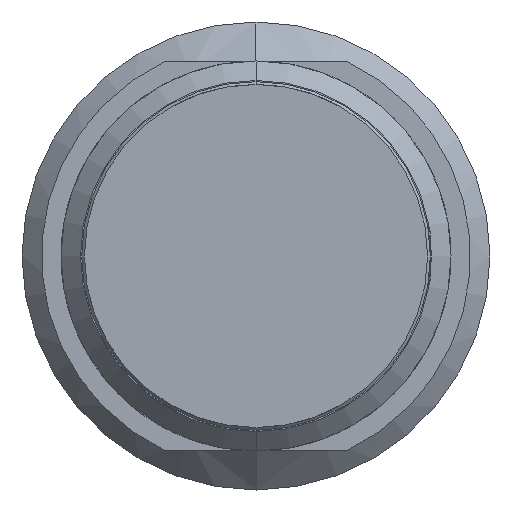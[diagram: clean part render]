
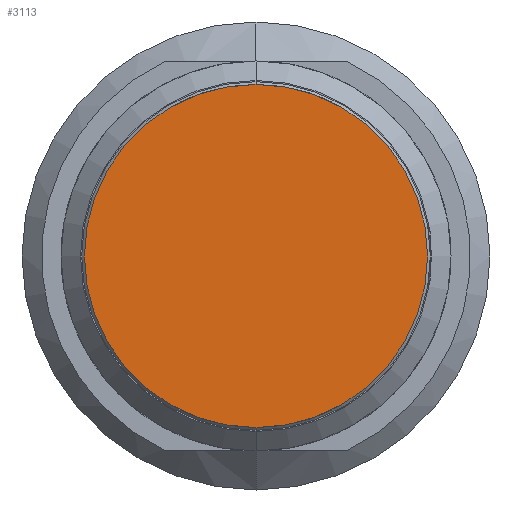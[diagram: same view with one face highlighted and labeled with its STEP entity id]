
A CAD part, front view. The second image highlights one B-rep face of the part: STEP entity #3113.
In plain terms, the highlighted planar face has unit normal (0, -1, 0).
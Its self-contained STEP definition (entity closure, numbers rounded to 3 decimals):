
#37 = DIRECTION ( 'NONE',  ( 0., -1., 0. ) ) ;
#79 = CARTESIAN_POINT ( 'NONE',  ( 0., 0., 0. ) ) ;
#143 = DIRECTION ( 'NONE',  ( 1., 0., 0. ) ) ;
#502 = EDGE_CURVE ( 'Defeature ausgef�hrt1_16+Defeature ausgef�hrt1_23+Defeature ausgef�hrt1_23+Defeature ausgef�hrt1_23', #1787, #1129, #3678, .T. ) ;
#565 = ORIENTED_EDGE ( 'NONE', *, *, #502, .T. ) ;
#718 = CARTESIAN_POINT ( 'NONE',  ( 0., 0., -1.9 ) ) ;
#863 = EDGE_CURVE ( 'Defeature ausgef�hrt1_16+Defeature ausgef�hrt1_23+Defeature ausgef�hrt1_23+Defeature ausgef�hrt1_23', #1129, #1787, #2947, .T. ) ;
#899 = ORIENTED_EDGE ( 'NONE', *, *, #863, .T. ) ;
#1129 = VERTEX_POINT ( 'NONE', #3986 ) ;
#1284 = AXIS2_PLACEMENT_3D ( 'NONE', #79, #37, #1666 ) ;
#1412 = DIRECTION ( 'NONE',  ( 0., 1., 0. ) ) ;
#1416 = DIRECTION ( 'NONE',  ( 0., -1., 0. ) ) ;
#1666 = DIRECTION ( 'NONE',  ( -1., 0., 0. ) ) ;
#1758 = FACE_OUTER_BOUND ( 'NONE', #2877, .T. ) ;
#1787 = VERTEX_POINT ( 'NONE', #3122 ) ;
#2677 = CARTESIAN_POINT ( 'NONE',  ( 0., 0., 0. ) ) ;
#2877 = EDGE_LOOP ( 'NONE', ( #565, #899 ) ) ;
#2947 = CIRCLE ( 'NONE', #1284, 2.2 ) ;
#3107 = AXIS2_PLACEMENT_3D ( 'NONE', #2677, #1416, #3660 ) ;
#3113 = ADVANCED_FACE ( 'Defeature ausgef�hrt1_16', ( #1758 ), #3580, .F. ) ;
#3122 = CARTESIAN_POINT ( 'NONE',  ( -2.2, 0., 0. ) ) ;
#3384 = AXIS2_PLACEMENT_3D ( 'NONE', #718, #1412, #143 ) ;
#3580 = PLANE ( 'NONE',  #3384 ) ;
#3660 = DIRECTION ( 'NONE',  ( -1., 0., 0. ) ) ;
#3678 = CIRCLE ( 'NONE', #3107, 2.2 ) ;
#3986 = CARTESIAN_POINT ( 'NONE',  ( 2.2, 0., 0. ) ) ;
